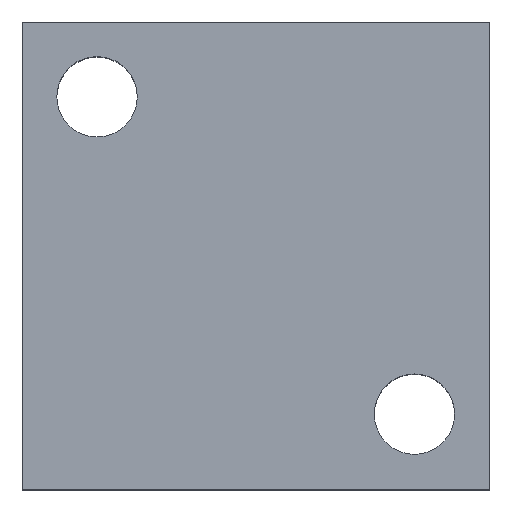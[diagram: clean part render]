
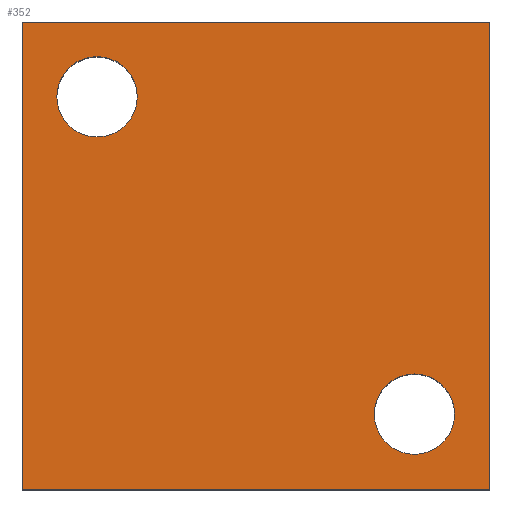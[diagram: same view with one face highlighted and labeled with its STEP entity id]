
A CAD part, top view. The second image highlights one B-rep face of the part: STEP entity #352.
In plain terms, the highlighted planar face has unit normal (0, 0, 1).
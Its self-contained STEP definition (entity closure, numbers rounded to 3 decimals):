
#29=FACE_BOUND('',#120,.F.);
#30=FACE_BOUND('',#121,.F.);
#40=PLANE('',#789);
#72=FACE_OUTER_BOUND('',#122,.F.);
#120=EDGE_LOOP('',(#253,#254));
#121=EDGE_LOOP('',(#255,#256));
#122=EDGE_LOOP('',(#257,#258,#259,#260));
#253=ORIENTED_EDGE('',*,*,#580,.T.);
#254=ORIENTED_EDGE('',*,*,#579,.T.);
#255=ORIENTED_EDGE('',*,*,#584,.T.);
#256=ORIENTED_EDGE('',*,*,#583,.T.);
#257=ORIENTED_EDGE('',*,*,#587,.F.);
#258=ORIENTED_EDGE('',*,*,#588,.F.);
#259=ORIENTED_EDGE('',*,*,#589,.F.);
#260=ORIENTED_EDGE('',*,*,#590,.F.);
#352=ADVANCED_FACE('',(#29,#30,#72),#40,.T.);
#395=LINE('',#1234,#435);
#396=LINE('',#1235,#436);
#397=LINE('',#1236,#437);
#398=LINE('',#1237,#438);
#435=VECTOR('',#906,25.);
#436=VECTOR('',#907,25.);
#437=VECTOR('',#908,25.);
#438=VECTOR('',#909,25.);
#523=CIRCLE('',#758,2.15);
#524=CIRCLE('',#759,2.15);
#527=CIRCLE('',#762,2.15);
#528=CIRCLE('',#763,2.15);
#579=EDGE_CURVE('',#642,#641,#523,.T.);
#580=EDGE_CURVE('',#641,#642,#524,.T.);
#583=EDGE_CURVE('',#638,#637,#527,.T.);
#584=EDGE_CURVE('',#637,#638,#528,.T.);
#587=EDGE_CURVE('',#634,#633,#395,.T.);
#588=EDGE_CURVE('',#632,#634,#396,.T.);
#589=EDGE_CURVE('',#631,#632,#397,.T.);
#590=EDGE_CURVE('',#633,#631,#398,.T.);
#631=VERTEX_POINT('',#1032);
#632=VERTEX_POINT('',#1033);
#633=VERTEX_POINT('',#1034);
#634=VERTEX_POINT('',#1035);
#637=VERTEX_POINT('',#1038);
#638=VERTEX_POINT('',#1039);
#641=VERTEX_POINT('',#1042);
#642=VERTEX_POINT('',#1043);
#758=AXIS2_PLACEMENT_3D('',#1226,#890,#891);
#759=AXIS2_PLACEMENT_3D('',#1227,#892,#893);
#762=AXIS2_PLACEMENT_3D('',#1230,#898,#899);
#763=AXIS2_PLACEMENT_3D('',#1231,#900,#901);
#789=AXIS2_PLACEMENT_3D('',#1297,#992,#993);
#890=DIRECTION('',(0.,0.,1.));
#891=DIRECTION('',(1.,0.,0.));
#892=DIRECTION('',(0.,0.,1.));
#893=DIRECTION('',(-1.,0.,0.));
#898=DIRECTION('',(0.,0.,1.));
#899=DIRECTION('',(1.,0.,0.));
#900=DIRECTION('',(0.,0.,1.));
#901=DIRECTION('',(-1.,0.,0.));
#906=DIRECTION('',(1.,0.,0.));
#907=DIRECTION('',(0.,-1.,0.));
#908=DIRECTION('',(-1.,0.,0.));
#909=DIRECTION('',(0.,1.,0.));
#992=DIRECTION('',(0.,0.,1.));
#993=DIRECTION('',(-1.,0.,0.));
#1032=CARTESIAN_POINT('',(12.5,12.5,8.));
#1033=CARTESIAN_POINT('',(-12.5,12.5,8.));
#1034=CARTESIAN_POINT('',(12.5,-12.5,8.));
#1035=CARTESIAN_POINT('',(-12.5,-12.5,8.));
#1038=CARTESIAN_POINT('',(-10.65,8.5,8.));
#1039=CARTESIAN_POINT('',(-6.35,8.5,8.));
#1042=CARTESIAN_POINT('',(6.321,-8.471,8.));
#1043=CARTESIAN_POINT('',(10.621,-8.471,8.));
#1226=CARTESIAN_POINT('',(8.471,-8.471,8.));
#1227=CARTESIAN_POINT('',(8.471,-8.471,8.));
#1230=CARTESIAN_POINT('',(-8.5,8.5,8.));
#1231=CARTESIAN_POINT('',(-8.5,8.5,8.));
#1234=CARTESIAN_POINT('',(-12.5,-12.5,8.));
#1235=CARTESIAN_POINT('',(-12.5,12.5,8.));
#1236=CARTESIAN_POINT('',(12.5,12.5,8.));
#1237=CARTESIAN_POINT('',(12.5,-12.5,8.));
#1297=CARTESIAN_POINT('',(13.75,13.75,8.));
